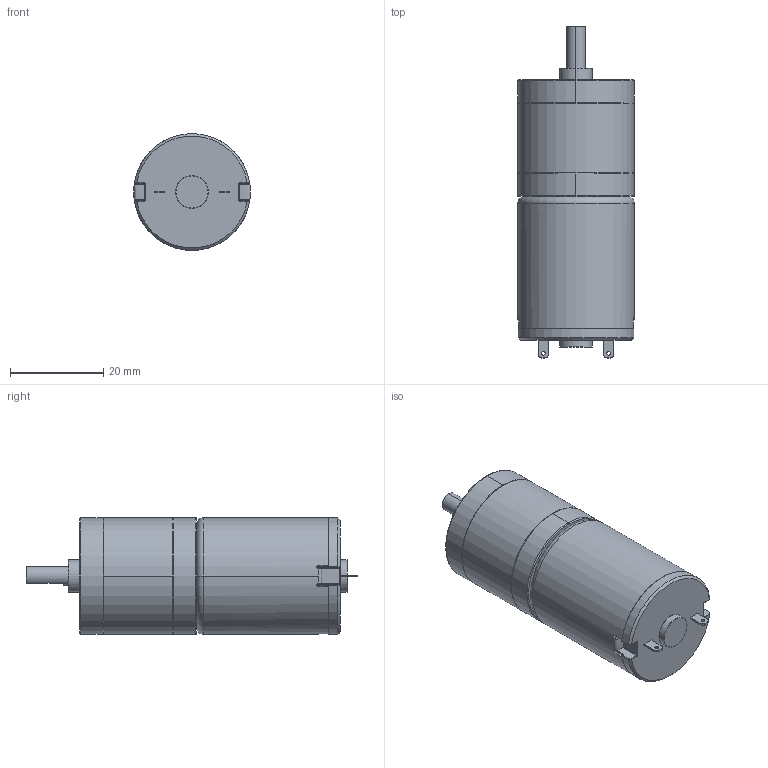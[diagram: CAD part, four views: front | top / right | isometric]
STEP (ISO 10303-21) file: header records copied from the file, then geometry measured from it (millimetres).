
FILE_DESCRIPTION (( 'STEP AP214' ), '1' );
FILE_NAME ('JGA25-372 24V Motor.STEP', '2015-04-02T18:49:33', ( '' ), ( '' ), 'SwSTEP 2.0', 'SolidWorks 2013', '' );
FILE_SCHEMA (( 'AUTOMOTIVE_DESIGN' ));
Length unit declared in the file: millimetre
Products named in the file (1): JGA25-372 24V Motor
Bounding box: 25 x 71.1 x 25 mm (x, y, z)
Volume: 10901.7 mm3; surface area: 13639.9 mm2
Topology: 11 solids, 11 shells, 348 faces, 827 edges, 494 vertices
Faces by surface type: cylinder 128, plane 117, torus 38, cone 29, bspline 20, sphere 16
Entity records: 11627 total; most frequent: CARTESIAN_POINT 3015, DIRECTION 1750, ORIENTED_EDGE 1622, EDGE_CURVE 811, AXIS2_PLACEMENT_3D 729, VERTEX_POINT 494, CIRCLE 400, EDGE_LOOP 377
